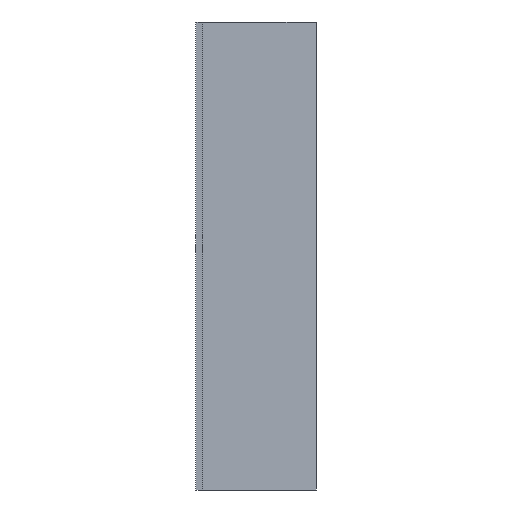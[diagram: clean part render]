
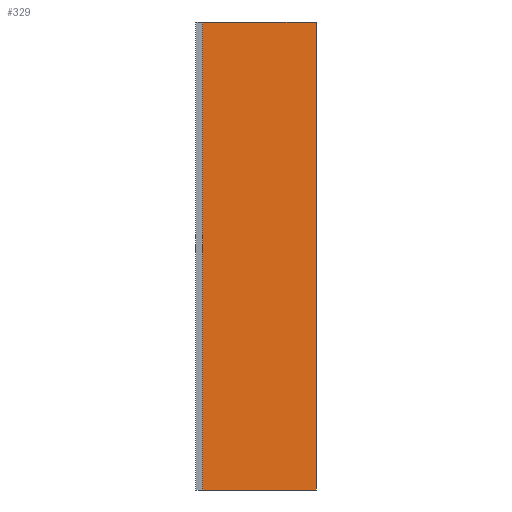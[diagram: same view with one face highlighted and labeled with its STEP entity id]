
A CAD part, left-side view. The second image highlights one B-rep face of the part: STEP entity #329.
In plain terms, the highlighted planar face has unit normal (-0.707, -0.707, 0).
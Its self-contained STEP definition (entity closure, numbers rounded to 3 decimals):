
#24=PLANE('',#371);
#42=FACE_OUTER_BOUND('',#61,.T.);
#61=EDGE_LOOP('',(#281,#282,#283,#284));
#79=LINE('',#516,#114);
#86=LINE('',#531,#121);
#94=LINE('',#550,#129);
#95=LINE('',#551,#130);
#114=VECTOR('',#421,10.);
#121=VECTOR('',#436,10.);
#129=VECTOR('',#454,10.);
#130=VECTOR('',#455,10.);
#162=VERTEX_POINT('',#513);
#163=VERTEX_POINT('',#515);
#167=VERTEX_POINT('',#530);
#173=VERTEX_POINT('',#549);
#197=EDGE_CURVE('',#163,#162,#79,.T.);
#205=EDGE_CURVE('',#167,#163,#86,.T.);
#214=EDGE_CURVE('',#162,#173,#94,.T.);
#215=EDGE_CURVE('',#173,#167,#95,.T.);
#281=ORIENTED_EDGE('',*,*,#205,.T.);
#282=ORIENTED_EDGE('',*,*,#197,.T.);
#283=ORIENTED_EDGE('',*,*,#214,.T.);
#284=ORIENTED_EDGE('',*,*,#215,.T.);
#329=ADVANCED_FACE('',(#42),#24,.T.);
#371=AXIS2_PLACEMENT_3D('',#548,#452,#453);
#421=DIRECTION('',(0.,0.,1.));
#436=DIRECTION('',(0.707,-0.707,0.));
#452=DIRECTION('center_axis',(-0.707,-0.707,0.));
#453=DIRECTION('ref_axis',(0.,0.,1.));
#454=DIRECTION('',(-0.707,0.707,0.));
#455=DIRECTION('',(0.,0.,-1.));
#513=CARTESIAN_POINT('',(17.,-18.,70.));
#515=CARTESIAN_POINT('',(17.,-18.,0.));
#516=CARTESIAN_POINT('',(17.,-18.,52.5));
#530=CARTESIAN_POINT('',(0.,-1.,0.));
#531=CARTESIAN_POINT('',(4.,-5.,0.));
#548=CARTESIAN_POINT('Origin',(8.5,-9.5,52.5));
#549=CARTESIAN_POINT('',(0.,-1.,70.));
#550=CARTESIAN_POINT('',(34.,-35.,70.));
#551=CARTESIAN_POINT('',(0.,-1.,52.5));
